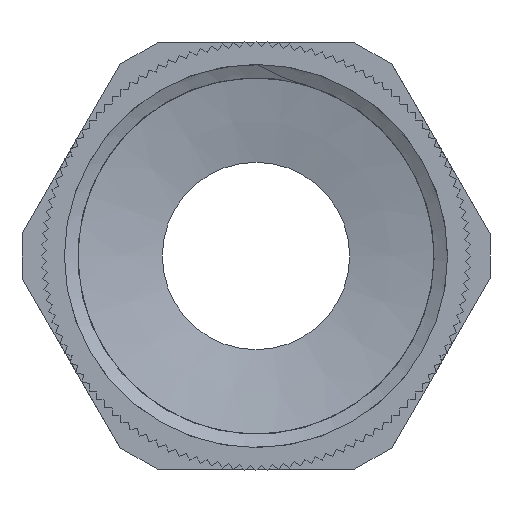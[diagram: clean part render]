
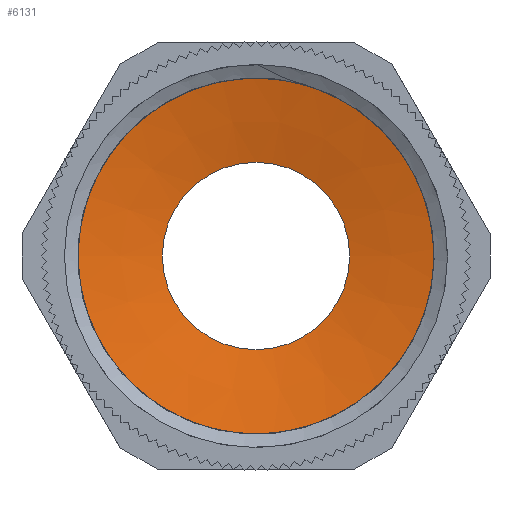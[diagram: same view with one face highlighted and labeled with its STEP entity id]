
A CAD part, left-side view. The second image highlights one B-rep face of the part: STEP entity #6131.
In plain terms, the highlighted conical face has half-angle 77.604 degrees and reference radius 7.63 mm.
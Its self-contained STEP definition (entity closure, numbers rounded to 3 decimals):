
#15=CONICAL_SURFACE('',#6451,7.63,77.604);
#22=FACE_BOUND('',#952,.T.);
#23=CIRCLE('',#6147,10.);
#26=CIRCLE('',#6153,10.);
#29=CIRCLE('',#6445,5.26);
#637=FACE_OUTER_BOUND('',#951,.T.);
#951=EDGE_LOOP('',(#5813));
#952=EDGE_LOOP('',(#5814,#5815));
#2667=VERTEX_POINT('',#9413);
#2669=VERTEX_POINT('',#9821);
#3213=VERTEX_POINT('',#11657);
#3245=EDGE_CURVE('',#2667,#2669,#23,.T.);
#3249=EDGE_CURVE('',#2669,#2667,#26,.T.);
#4080=EDGE_CURVE('',#3213,#3213,#29,.T.);
#5813=ORIENTED_EDGE('',*,*,#4080,.T.);
#5814=ORIENTED_EDGE('',*,*,#3249,.F.);
#5815=ORIENTED_EDGE('',*,*,#3245,.F.);
#6131=ADVANCED_FACE('',(#637,#22),#15,.F.);
#6147=AXIS2_PLACEMENT_3D('',#9988,#6476,#6477);
#6153=AXIS2_PLACEMENT_3D('',#9996,#6489,#6490);
#6445=AXIS2_PLACEMENT_3D('',#11658,#7901,#7902);
#6451=AXIS2_PLACEMENT_3D('',#11665,#7913,#7914);
#6476=DIRECTION('center_axis',(1.,0.,0.));
#6477=DIRECTION('ref_axis',(0.,0.,-1.));
#6489=DIRECTION('center_axis',(1.,0.,0.));
#6490=DIRECTION('ref_axis',(0.,0.,-1.));
#7901=DIRECTION('center_axis',(1.,0.,0.));
#7902=DIRECTION('ref_axis',(0.,0.,-1.));
#7913=DIRECTION('center_axis',(-1.,0.,0.));
#7914=DIRECTION('ref_axis',(0.,1.,0.));
#9413=CARTESIAN_POINT('',(-11.042,-3.945,-9.189));
#9821=CARTESIAN_POINT('',(-11.042,0.552,-9.985));
#9988=CARTESIAN_POINT('Origin',(-11.042,0.,0.));
#9996=CARTESIAN_POINT('Origin',(-11.042,0.,0.));
#11657=CARTESIAN_POINT('',(-10.,5.26,0.));
#11658=CARTESIAN_POINT('Origin',(-10.,0.,0.));
#11665=CARTESIAN_POINT('Origin',(-10.521,0.,0.));
